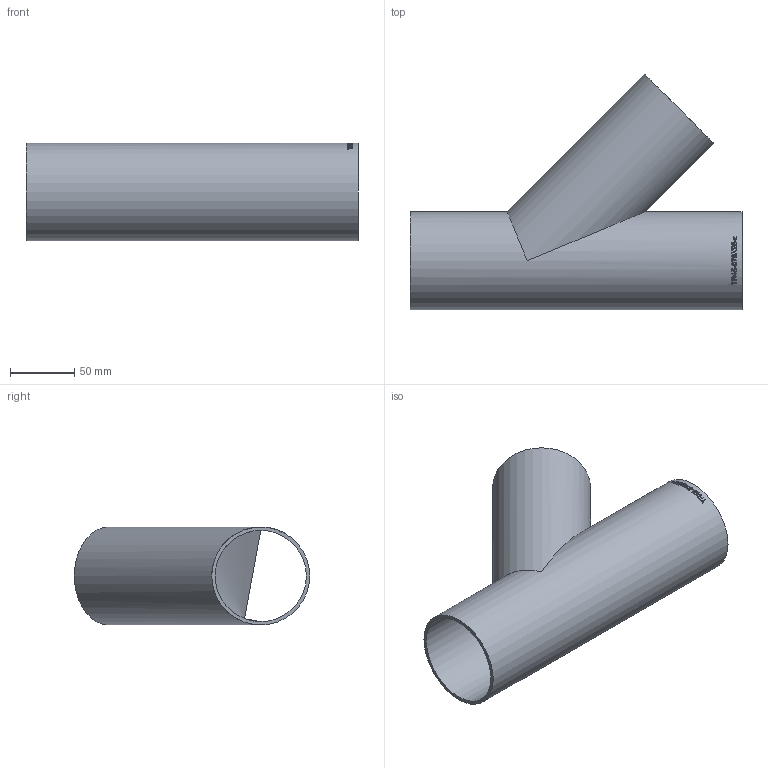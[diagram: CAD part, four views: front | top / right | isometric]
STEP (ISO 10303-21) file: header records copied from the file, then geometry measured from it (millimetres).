
FILE_DESCRIPTION (( 'STEP AP214' ), '1' );
FILE_NAME ('TR45-076X26-x T-Stück 45°geschweisst Ø76,1 L258 1911.STEP', '2019-11-14T14:17:27', ( '' ), ( '' ), 'SwSTEP 2.0', 'SolidWorks 2016', '' );
FILE_SCHEMA (( 'AUTOMOTIVE_DESIGN' ));
Length unit declared in the file: millimetre
Products named in the file (1): TR45-076X26-x T-Stück 45°geschweisst Ø76,1 L258  1911
Bounding box: 258 x 182.94 x 76.1 mm (x, y, z)
Volume: 215270.5 mm3; surface area: 167413.3 mm2
Topology: 1 solids, 1 shells, 185 faces, 501 edges, 334 vertices
Faces by surface type: bspline 103, plane 59, cylinder 23
Full cylindrical faces by diameter (mm): 70.9 x2, 76.1 x2
Entity records: 19668 total; most frequent: CARTESIAN_POINT 14040, ORIENTED_EDGE 974, EDGE_CURVE 487, DIRECTION 397, VERTEX_POINT 328, B_SPLINE_CURVE_WITH_KNOTS 326, EDGE_LOOP 211, FACE_OUTER_BOUND 188
